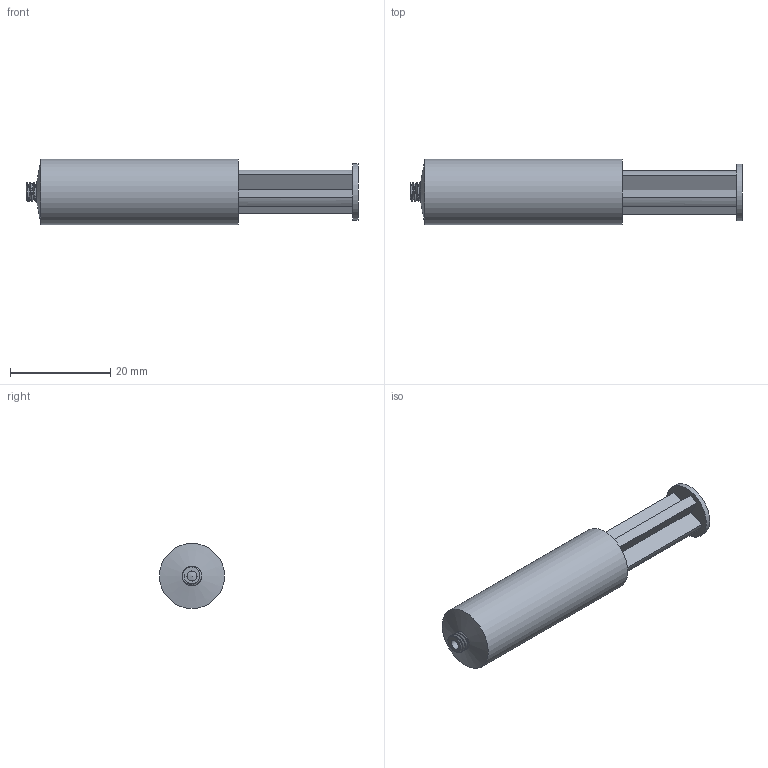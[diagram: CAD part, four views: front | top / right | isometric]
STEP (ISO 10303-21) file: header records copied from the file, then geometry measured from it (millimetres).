
FILE_DESCRIPTION(/* description */ (''),/* implementation_level */ '2;1');
FILE_NAME(/* name */ 'Cylinder.step',/* time_stamp */ '2019-05-11T10:12:46+06:00',/* author */ ('sathyar1999'),/* organization */ (''),/* preprocessor_version */ 'ST-DEVELOPER v18',/* originating_system */ 'Autodesk Translation Framework v8.2.0.1029',/* authorisation */ '');
FILE_SCHEMA (('AUTOMOTIVE_DESIGN { 1 0 10303 214 3 1 1 }'));
Length unit declared in the file: millimetre
Products named in the file (4): Cylinder; Plunger head; oring; Plunger handle
Assembly tree (5 placements, depth 3):
  Cylinder
    Plunger head
      oring  x3
    Plunger handle
Bounding box: 66.31 x 13 x 13 mm (x, y, z)
Volume: 3385.1 mm3; surface area: 5573.7 mm2
Topology: 6 solids, 6 shells, 71 faces, 194 edges, 131 vertices
Faces by surface type: cylinder 35, plane 21, torus 6, bspline 6, cone 3
Full cylindrical faces by diameter (mm): 2 x1, 3.111 x3, 3.332 x3, 3.553 x3, 3.908 x2, 4.109 x2, 4.408 x2, 9 x1, 10 x4, 11 x1, 11.276 x1, 13 x1
Entity records: 4439 total; most frequent: CARTESIAN_POINT 2600, ORIENTED_EDGE 378, DIRECTION 340, EDGE_CURVE 189, AXIS2_PLACEMENT_3D 140, VERTEX_POINT 129, EDGE_LOOP 74, FACE_OUTER_BOUND 69
